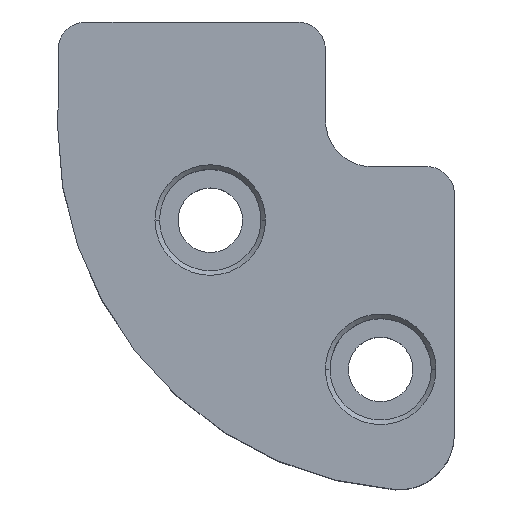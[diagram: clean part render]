
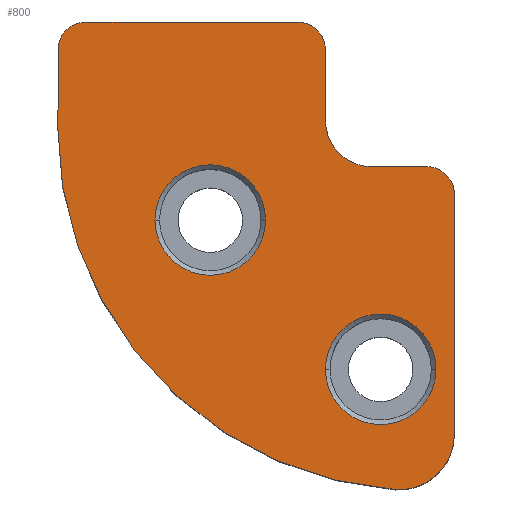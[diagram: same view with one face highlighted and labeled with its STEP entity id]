
A CAD part, top view. The second image highlights one B-rep face of the part: STEP entity #800.
In plain terms, the highlighted planar face has unit normal (0, 0, 1).
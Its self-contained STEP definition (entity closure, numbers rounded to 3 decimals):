
#4 = DIRECTION ( 'NONE',  ( 0., 0., 1. ) ) ;
#5 = CIRCLE ( 'NONE', #969, 6. ) ;
#40 = LINE ( 'NONE', #883, #260 ) ;
#50 = EDGE_CURVE ( 'NONE', #144, #411, #661, .T. ) ;
#54 = VECTOR ( 'NONE', #812, 1000. ) ;
#67 = CARTESIAN_POINT ( 'NONE',  ( -74.575, 25.818, 27. ) ) ;
#71 = CIRCLE ( 'NONE', #510, 6. ) ;
#76 = CARTESIAN_POINT ( 'NONE',  ( -88.027, 37.157, 27. ) ) ;
#78 = CARTESIAN_POINT ( 'NONE',  ( -79.027, -0.543, 27. ) ) ;
#91 = EDGE_CURVE ( 'NONE', #748, #144, #878, .T. ) ;
#109 = CARTESIAN_POINT ( 'NONE',  ( -111.027, 37.157, 27. ) ) ;
#142 = AXIS2_PLACEMENT_3D ( 'NONE', #799, #152, #701 ) ;
#144 = VERTEX_POINT ( 'NONE', #194 ) ;
#146 = DIRECTION ( 'NONE',  ( 1., 0., 0. ) ) ;
#151 = CARTESIAN_POINT ( 'NONE',  ( -77.027, -7.613, 27. ) ) ;
#152 = DIRECTION ( 'NONE',  ( 0., 0., 1. ) ) ;
#157 = CARTESIAN_POINT ( 'NONE',  ( -85.027, -0.543, 27. ) ) ;
#170 = DIRECTION ( 'NONE',  ( 1., 0., 0. ) ) ;
#178 = VECTOR ( 'NONE', #397, 1000. ) ;
#181 = AXIS2_PLACEMENT_3D ( 'NONE', #548, #4, #640 ) ;
#194 = CARTESIAN_POINT ( 'NONE',  ( -85.027, 26.457, 27. ) ) ;
#216 = DIRECTION ( 'NONE',  ( 1., 0., 0. ) ) ;
#226 = CARTESIAN_POINT ( 'NONE',  ( -114.027, 34.157, 27. ) ) ;
#227 = CIRCLE ( 'NONE', #755, 3. ) ;
#232 = AXIS2_PLACEMENT_3D ( 'NONE', #565, #1107, #471 ) ;
#242 = EDGE_CURVE ( 'NONE', #269, #578, #5, .T. ) ;
#244 = CARTESIAN_POINT ( 'NONE',  ( -97.527, 15.657, 27. ) ) ;
#246 = LINE ( 'NONE', #744, #918 ) ;
#248 = DIRECTION ( 'NONE',  ( 0., -1., 0. ) ) ;
#260 = VECTOR ( 'NONE', #694, 1000. ) ;
#269 = VERTEX_POINT ( 'NONE', #818 ) ;
#283 = ORIENTED_EDGE ( 'NONE', *, *, #50, .T. ) ;
#285 = AXIS2_PLACEMENT_3D ( 'NONE', #151, #845, #933 ) ;
#288 = VECTOR ( 'NONE', #248, 1000. ) ;
#300 = CARTESIAN_POINT ( 'NONE',  ( -85.027, 37.157, 27. ) ) ;
#309 = VERTEX_POINT ( 'NONE', #532 ) ;
#312 = CIRCLE ( 'NONE', #142, 3. ) ;
#314 = ORIENTED_EDGE ( 'NONE', *, *, #242, .T. ) ;
#318 = VERTEX_POINT ( 'NONE', #76 ) ;
#332 = ORIENTED_EDGE ( 'NONE', *, *, #91, .T. ) ;
#335 = CARTESIAN_POINT ( 'NONE',  ( -74.027, 21.457, 27. ) ) ;
#351 = CARTESIAN_POINT ( 'NONE',  ( -77.465, -13.597, 27. ) ) ;
#354 = ORIENTED_EDGE ( 'NONE', *, *, #404, .T. ) ;
#387 = ORIENTED_EDGE ( 'NONE', *, *, #427, .T. ) ;
#397 = DIRECTION ( 'NONE',  ( 0., 1., 0. ) ) ;
#404 = EDGE_CURVE ( 'NONE', #844, #561, #312, .T. ) ;
#409 = AXIS2_PLACEMENT_3D ( 'NONE', #555, #1100, #216 ) ;
#411 = VERTEX_POINT ( 'NONE', #523 ) ;
#412 = DIRECTION ( 'NONE',  ( 0., 0., 1. ) ) ;
#414 = CARTESIAN_POINT ( 'NONE',  ( -71.027, 18.457, 27. ) ) ;
#416 = CIRCLE ( 'NONE', #862, 6. ) ;
#420 = CARTESIAN_POINT ( 'NONE',  ( -71.027, 21.457, 27. ) ) ;
#426 = DIRECTION ( 'NONE',  ( 1., 0., 0. ) ) ;
#427 = EDGE_CURVE ( 'NONE', #578, #269, #71, .T. ) ;
#438 = ORIENTED_EDGE ( 'NONE', *, *, #571, .T. ) ;
#444 = EDGE_CURVE ( 'NONE', #561, #748, #40, .T. ) ;
#446 = CIRCLE ( 'NONE', #872, 6. ) ;
#457 = ORIENTED_EDGE ( 'NONE', *, *, #1095, .T. ) ;
#458 = DIRECTION ( 'NONE',  ( 1., 0., 0. ) ) ;
#471 = DIRECTION ( 'NONE',  ( 1., 0., 0. ) ) ;
#474 = DIRECTION ( 'NONE',  ( -1., 0., 0. ) ) ;
#506 = CARTESIAN_POINT ( 'NONE',  ( -79.027, -0.543, 27. ) ) ;
#510 = AXIS2_PLACEMENT_3D ( 'NONE', #244, #796, #146 ) ;
#523 = CARTESIAN_POINT ( 'NONE',  ( -85.027, 34.157, 27. ) ) ;
#525 = CARTESIAN_POINT ( 'NONE',  ( -88.027, 34.157, 27. ) ) ;
#531 = VERTEX_POINT ( 'NONE', #653 ) ;
#532 = CARTESIAN_POINT ( 'NONE',  ( -71.027, -7.613, 27. ) ) ;
#537 = CARTESIAN_POINT ( 'NONE',  ( -97.527, 15.657, 27. ) ) ;
#544 = EDGE_LOOP ( 'NONE', ( #387, #314 ) ) ;
#548 = CARTESIAN_POINT ( 'NONE',  ( -74.575, 25.818, 27. ) ) ;
#555 = CARTESIAN_POINT ( 'NONE',  ( -111.027, 34.157, 27. ) ) ;
#556 = LINE ( 'NONE', #798, #288 ) ;
#561 = VERTEX_POINT ( 'NONE', #335 ) ;
#565 = CARTESIAN_POINT ( 'NONE',  ( -80.027, 26.457, 27. ) ) ;
#569 = CARTESIAN_POINT ( 'NONE',  ( -114.096, 25.818, 27. ) ) ;
#571 = EDGE_CURVE ( 'NONE', #921, #665, #416, .T. ) ;
#578 = VERTEX_POINT ( 'NONE', #793 ) ;
#607 = CARTESIAN_POINT ( 'NONE',  ( -73.027, -0.543, 27. ) ) ;
#619 = DIRECTION ( 'NONE',  ( 1., 0., 0. ) ) ;
#622 = ORIENTED_EDGE ( 'NONE', *, *, #916, .T. ) ;
#625 = EDGE_CURVE ( 'NONE', #309, #844, #788, .T. ) ;
#640 = DIRECTION ( 'NONE',  ( 1., 0., 0. ) ) ;
#653 = CARTESIAN_POINT ( 'NONE',  ( -114.027, 28.157, 27. ) ) ;
#661 = LINE ( 'NONE', #300, #178 ) ;
#665 = VERTEX_POINT ( 'NONE', #157 ) ;
#668 = EDGE_CURVE ( 'NONE', #531, #751, #1005, .T. ) ;
#674 = ORIENTED_EDGE ( 'NONE', *, *, #729, .T. ) ;
#694 = DIRECTION ( 'NONE',  ( -1., 0., 0. ) ) ;
#699 = CIRCLE ( 'NONE', #285, 6. ) ;
#701 = DIRECTION ( 'NONE',  ( 1., 0., 0. ) ) ;
#705 = VERTEX_POINT ( 'NONE', #109 ) ;
#709 = EDGE_CURVE ( 'NONE', #998, #309, #699, .T. ) ;
#718 = DIRECTION ( 'NONE',  ( 0., 0., -1. ) ) ;
#729 = EDGE_CURVE ( 'NONE', #318, #705, #246, .T. ) ;
#731 = EDGE_CURVE ( 'NONE', #705, #846, #1156, .T. ) ;
#738 = AXIS2_PLACEMENT_3D ( 'NONE', #67, #804, #897 ) ;
#744 = CARTESIAN_POINT ( 'NONE',  ( -114.027, 37.157, 27. ) ) ;
#748 = VERTEX_POINT ( 'NONE', #822 ) ;
#751 = VERTEX_POINT ( 'NONE', #569 ) ;
#755 = AXIS2_PLACEMENT_3D ( 'NONE', #525, #1168, #619 ) ;
#772 = CARTESIAN_POINT ( 'NONE',  ( -74.575, 25.818, 27. ) ) ;
#788 = LINE ( 'NONE', #420, #54 ) ;
#793 = CARTESIAN_POINT ( 'NONE',  ( -91.527, 15.657, 27. ) ) ;
#795 = ORIENTED_EDGE ( 'NONE', *, *, #1002, .T. ) ;
#796 = DIRECTION ( 'NONE',  ( 0., 0., -1. ) ) ;
#798 = CARTESIAN_POINT ( 'NONE',  ( -114.027, 37.157, 27. ) ) ;
#799 = CARTESIAN_POINT ( 'NONE',  ( -74.027, 18.457, 27. ) ) ;
#800 = ADVANCED_FACE ( 'NONE', ( #889, #1123, #863 ), #958, .T. ) ;
#804 = DIRECTION ( 'NONE',  ( 0., 0., 1. ) ) ;
#811 = ORIENTED_EDGE ( 'NONE', *, *, #668, .T. ) ;
#812 = DIRECTION ( 'NONE',  ( 0., 1., 0. ) ) ;
#818 = CARTESIAN_POINT ( 'NONE',  ( -103.527, 15.657, 27. ) ) ;
#822 = CARTESIAN_POINT ( 'NONE',  ( -80.027, 21.457, 27. ) ) ;
#844 = VERTEX_POINT ( 'NONE', #414 ) ;
#845 = DIRECTION ( 'NONE',  ( 0., 0., 1. ) ) ;
#846 = VERTEX_POINT ( 'NONE', #226 ) ;
#847 = ORIENTED_EDGE ( 'NONE', *, *, #982, .T. ) ;
#862 = AXIS2_PLACEMENT_3D ( 'NONE', #506, #972, #426 ) ;
#863 = FACE_OUTER_BOUND ( 'NONE', #1130, .T. ) ;
#872 = AXIS2_PLACEMENT_3D ( 'NONE', #78, #718, #170 ) ;
#878 = CIRCLE ( 'NONE', #232, 5. ) ;
#883 = CARTESIAN_POINT ( 'NONE',  ( -79.027, 21.457, 27. ) ) ;
#889 = FACE_BOUND ( 'NONE', #1178, .T. ) ;
#897 = DIRECTION ( 'NONE',  ( 1., 0., 0. ) ) ;
#911 = ORIENTED_EDGE ( 'NONE', *, *, #444, .T. ) ;
#916 = EDGE_CURVE ( 'NONE', #846, #531, #556, .T. ) ;
#918 = VECTOR ( 'NONE', #474, 1000. ) ;
#921 = VERTEX_POINT ( 'NONE', #607 ) ;
#933 = DIRECTION ( 'NONE',  ( 1., 0., 0. ) ) ;
#953 = ORIENTED_EDGE ( 'NONE', *, *, #731, .T. ) ;
#958 = PLANE ( 'NONE',  #1057 ) ;
#969 = AXIS2_PLACEMENT_3D ( 'NONE', #537, #1086, #458 ) ;
#972 = DIRECTION ( 'NONE',  ( 0., 0., -1. ) ) ;
#982 = EDGE_CURVE ( 'NONE', #411, #318, #227, .T. ) ;
#998 = VERTEX_POINT ( 'NONE', #351 ) ;
#1002 = EDGE_CURVE ( 'NONE', #665, #921, #446, .T. ) ;
#1005 = CIRCLE ( 'NONE', #738, 39.521 ) ;
#1034 = ORIENTED_EDGE ( 'NONE', *, *, #709, .T. ) ;
#1044 = DIRECTION ( 'NONE',  ( 1., 0., 0. ) ) ;
#1057 = AXIS2_PLACEMENT_3D ( 'NONE', #772, #412, #1044 ) ;
#1086 = DIRECTION ( 'NONE',  ( 0., 0., -1. ) ) ;
#1095 = EDGE_CURVE ( 'NONE', #751, #998, #1122, .T. ) ;
#1100 = DIRECTION ( 'NONE',  ( 0., 0., 1. ) ) ;
#1107 = DIRECTION ( 'NONE',  ( 0., 0., -1. ) ) ;
#1122 = CIRCLE ( 'NONE', #181, 39.521 ) ;
#1123 = FACE_BOUND ( 'NONE', #544, .T. ) ;
#1130 = EDGE_LOOP ( 'NONE', ( #811, #457, #1034, #1141, #354, #911, #332, #283, #847, #674, #953, #622 ) ) ;
#1141 = ORIENTED_EDGE ( 'NONE', *, *, #625, .T. ) ;
#1156 = CIRCLE ( 'NONE', #409, 3. ) ;
#1168 = DIRECTION ( 'NONE',  ( 0., 0., 1. ) ) ;
#1178 = EDGE_LOOP ( 'NONE', ( #438, #795 ) ) ;
